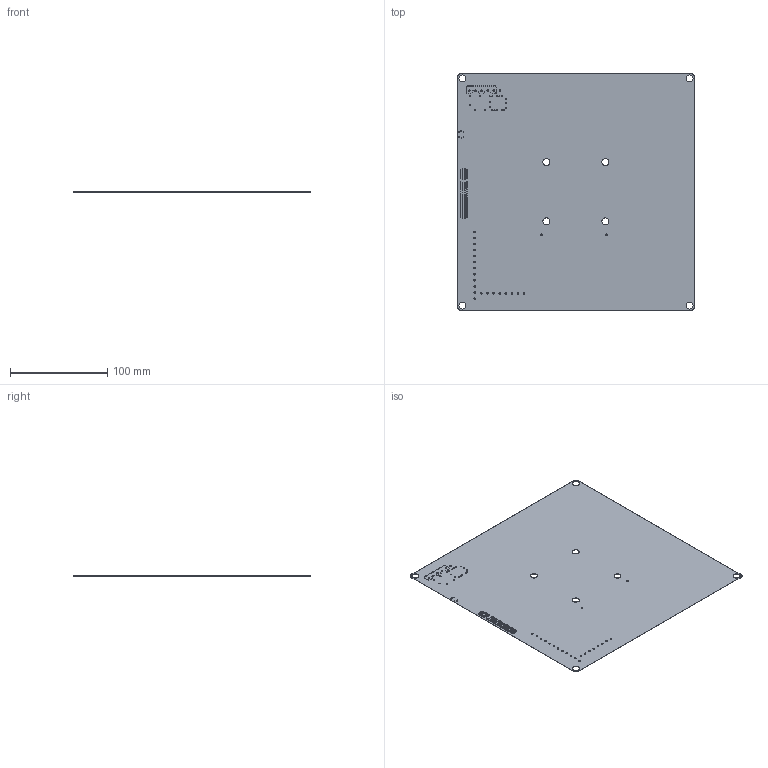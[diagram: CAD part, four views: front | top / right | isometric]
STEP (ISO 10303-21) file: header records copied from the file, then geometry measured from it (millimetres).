
FILE_DESCRIPTION(('STEP AP214'),'1');
FILE_NAME('pcb_DIELECTRIC(14).stp','2024-08-25T18:49:12',(' '),(' '),'Spatial InterOp 3D',' ',' ');
FILE_SCHEMA(('AUTOMOTIVE_DESIGN { 1 0 10303 214 1 1 1 1 }'));
Length unit declared in the file: millimetre
Products named in the file (2): DIELECTRIC(14) (1 bodies); DIELECTRIC(14)_Model_1_Inst
Assembly tree (1 placements, depth 2):
  DIELECTRIC(14) (1 bodies)
    DIELECTRIC(14)_Model_1_Inst
Bounding box: 244 x 244 x 0.23 mm (x, y, z)
Volume: 13585.6 mm3; surface area: 118518.8 mm2
Topology: 1 solids, 1 shells, 398 faces, 1188 edges, 792 vertices
Faces by surface type: cylinder 392, plane 6
Entity records: 14703 total; most frequent: DIRECTION 2772, CARTESIAN_POINT 2380, ORIENTED_EDGE 2376, EDGE_CURVE 1188, AXIS2_PLACEMENT_3D 1184, VERTEX_POINT 792, EDGE_LOOP 786, CIRCLE 784
